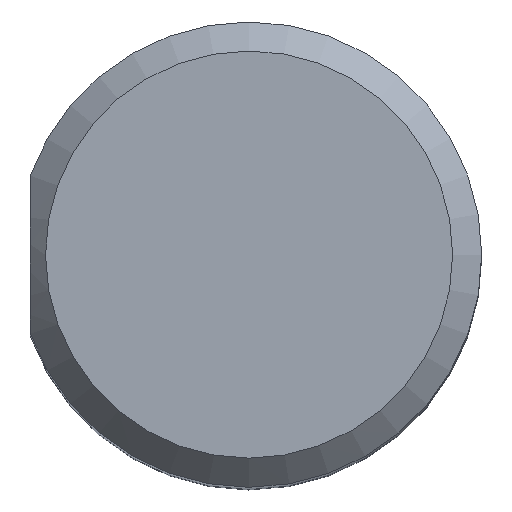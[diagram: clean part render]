
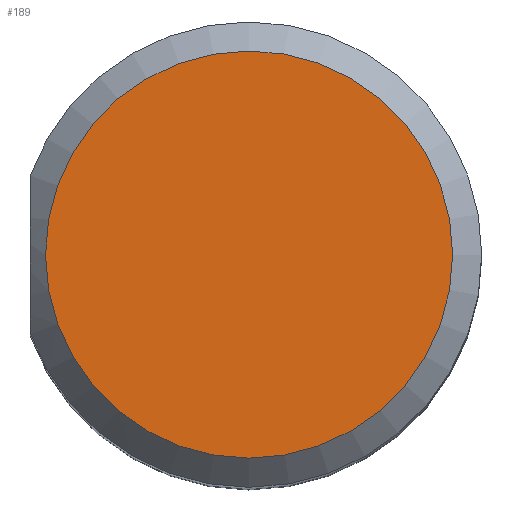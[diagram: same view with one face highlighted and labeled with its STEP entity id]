
A CAD part, top view. The second image highlights one B-rep face of the part: STEP entity #189.
In plain terms, the highlighted planar face has unit normal (0, 0, 1).
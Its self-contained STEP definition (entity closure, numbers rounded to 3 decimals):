
#149=FACE_OUTER_BOUND('',#230,.T.);
#189=ADVANCED_FACE('',(#149),#204,.T.);
#204=PLANE('',#431);
#230=EDGE_LOOP('',(#266));
#266=ORIENTED_EDGE('',*,*,#368,.T.);
#338=VERTEX_POINT('',#561);
#368=EDGE_CURVE('',#338,#338,#409,.T.);
#409=CIRCLE('',#424,7.);
#424=AXIS2_PLACEMENT_3D('',#560,#472,#473);
#431=AXIS2_PLACEMENT_3D('',#654,#488,#489);
#472=DIRECTION('',(0.,0.,1.));
#473=DIRECTION('',(1.,0.,0.));
#488=DIRECTION('',(0.,0.,1.));
#489=DIRECTION('',(1.,0.,0.));
#560=CARTESIAN_POINT('',(0.,0.,0.));
#561=CARTESIAN_POINT('',(7.,0.,0.));
#654=CARTESIAN_POINT('',(-3.,0.,0.));
